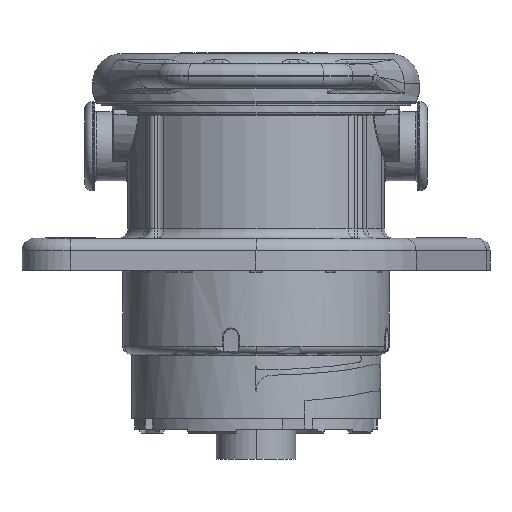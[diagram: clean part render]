
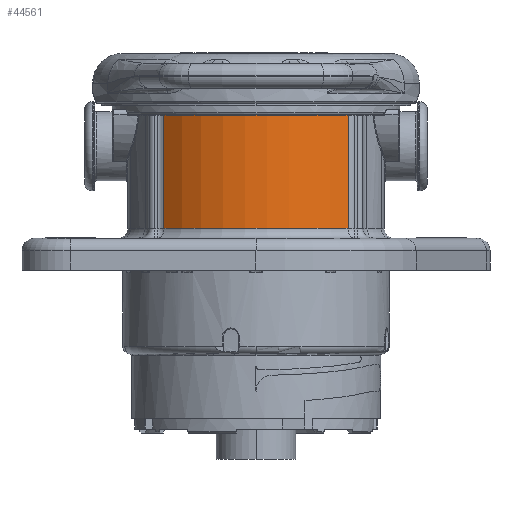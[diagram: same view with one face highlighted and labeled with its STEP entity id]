
A CAD part, front view. The second image highlights one B-rep face of the part: STEP entity #44561.
In plain terms, the highlighted cylindrical face has radius 26.95 mm (diameter 53.9 mm), a partial arc.
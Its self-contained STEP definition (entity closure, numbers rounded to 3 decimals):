
#1797=CARTESIAN_POINT('',(0.,0.,-27.5));
#1798=DIRECTION('',(0.,0.,1.));
#1799=DIRECTION('',(-0.688,-0.725,0.));
#1800=AXIS2_PLACEMENT_3D('',#1797,#1798,#1799);
#1802=DIRECTION('',(0.,0.,1.));
#1803=VECTOR('',#1802,22.8);
#1804=CARTESIAN_POINT('',(-18.551,-19.549,-27.5));
#1805=LINE('',#1804,#1803);
#1806=CARTESIAN_POINT('',(0.,0.,-4.7));
#1807=DIRECTION('',(0.,0.,1.));
#1808=DIRECTION('',(-0.688,-0.725,0.));
#1809=AXIS2_PLACEMENT_3D('',#1806,#1807,#1808);
#1811=DIRECTION('',(0.,0.,-1.));
#1812=VECTOR('',#1811,22.8);
#1813=CARTESIAN_POINT('',(18.551,-19.549,-4.7));
#1814=LINE('',#1813,#1812);
#34908=CARTESIAN_POINT('',(-18.551,-19.549,-27.5));
#34909=CARTESIAN_POINT('',(18.551,-19.549,-27.5));
#34910=VERTEX_POINT('',#34908);
#34911=VERTEX_POINT('',#34909);
#35167=CARTESIAN_POINT('',(-18.551,-19.549,-4.7));
#35168=CARTESIAN_POINT('',(18.551,-19.549,-4.7));
#35169=VERTEX_POINT('',#35167);
#35170=VERTEX_POINT('',#35168);
#44548=CARTESIAN_POINT('',(0.,0.,-4.5));
#44549=DIRECTION('',(0.,0.,-1.));
#44550=DIRECTION('',(-1.,0.,0.));
#44551=AXIS2_PLACEMENT_3D('',#44548,#44549,#44550);
#44552=CYLINDRICAL_SURFACE('',#44551,26.95);
#44553=ORIENTED_EDGE('',*,*,#44515,.F.);
#44554=ORIENTED_EDGE('',*,*,#44538,.T.);
#44556=ORIENTED_EDGE('',*,*,#44555,.T.);
#44558=ORIENTED_EDGE('',*,*,#44557,.T.);
#44559=EDGE_LOOP('',(#44553,#44554,#44556,#44558));
#44560=FACE_OUTER_BOUND('',#44559,.F.);
#44561=ADVANCED_FACE('',(#44560),#44552,.T.);
#1801=CIRCLE('',#1800,26.95);
#1810=CIRCLE('',#1809,26.95);
#44515=EDGE_CURVE('',#34910,#34911,#1801,.T.);
#44538=EDGE_CURVE('',#34910,#35169,#1805,.T.);
#44555=EDGE_CURVE('',#35169,#35170,#1810,.T.);
#44557=EDGE_CURVE('',#35170,#34911,#1814,.T.);
